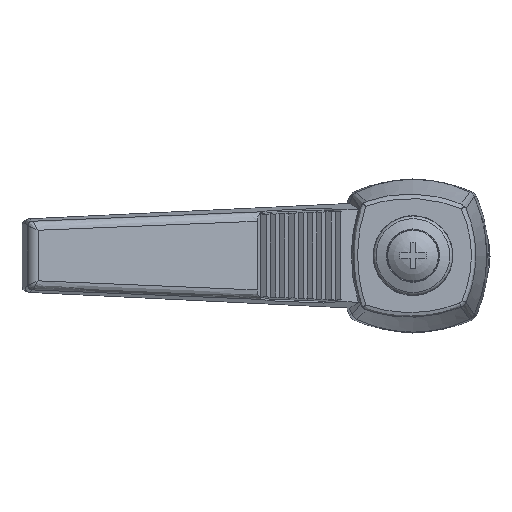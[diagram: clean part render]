
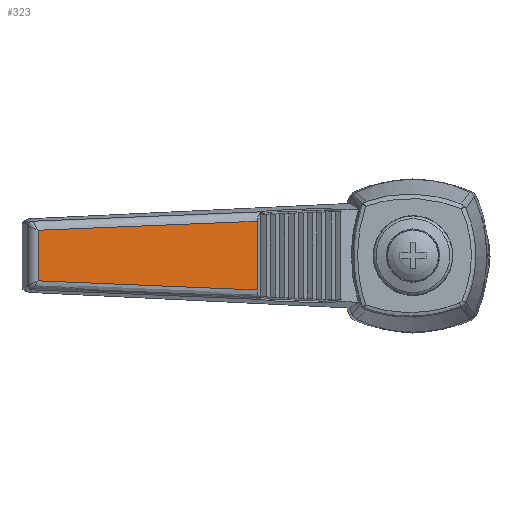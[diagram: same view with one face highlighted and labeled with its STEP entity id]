
A CAD part, top view. The second image highlights one B-rep face of the part: STEP entity #323.
In plain terms, the highlighted planar face has unit normal (0.161, 0, 0.987).
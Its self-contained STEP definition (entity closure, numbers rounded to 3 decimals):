
#323 = ADVANCED_FACE( '', ( #760 ), #761, .T. );
#760 = FACE_OUTER_BOUND( '', #1874, .T. );
#761 = PLANE( '', #1875 );
#1874 = EDGE_LOOP( '', ( #4393, #4394, #4395, #4396 ) );
#1875 = AXIS2_PLACEMENT_3D( '', #4397, #4398, #4399 );
#4393 = ORIENTED_EDGE( '', *, *, #5405, .T. );
#4394 = ORIENTED_EDGE( '', *, *, #5428, .T. );
#4395 = ORIENTED_EDGE( '', *, *, #5287, .T. );
#4396 = ORIENTED_EDGE( '', *, *, #5475, .T. );
#4397 = CARTESIAN_POINT( '', ( -3.654, 5.09, 18.725 ) );
#4398 = DIRECTION( '', ( 0.161, 0., 0.987 ) );
#4399 = DIRECTION( '', ( 0.987, 0., -0.161 ) );
#5287 = EDGE_CURVE( '', #5911, #5912, #5913, .F. );
#5405 = EDGE_CURVE( '', #6106, #6104, #6107, .T. );
#5428 = EDGE_CURVE( '', #6104, #5911, #6139, .T. );
#5475 = EDGE_CURVE( '', #5912, #6106, #6210, .T. );
#5911 = VERTEX_POINT( '', #6964 );
#5912 = VERTEX_POINT( '', #6965 );
#5913 = LINE( '', #6966, #6967 );
#6104 = VERTEX_POINT( '', #7575 );
#6106 = VERTEX_POINT( '', #7601 );
#6107 = LINE( '', #7602, #7603 );
#6139 = B_SPLINE_CURVE_WITH_KNOTS( '', 3, ( #7714, #7715, #7716, #7717, #7718, #7719 ), .UNSPECIFIED., .F., .F., ( 4, 2, 4 ), ( 0., 0.012, 0.024 ), .UNSPECIFIED. );
#6210 = B_SPLINE_CURVE_WITH_KNOTS( '', 3, ( #7852, #7853, #7854, #7855, #7856, #7857 ), .UNSPECIFIED., .F., .F., ( 4, 2, 4 ), ( 0., 0.012, 0.024 ), .UNSPECIFIED. );
#6964 = CARTESIAN_POINT( '', ( -40.163, 2.712, 24.693 ) );
#6965 = CARTESIAN_POINT( '', ( -40.163, -2.712, 24.693 ) );
#6966 = CARTESIAN_POINT( '', ( -40.163, -3.527, 24.693 ) );
#6967 = VECTOR( '', #8954, 1000. );
#7575 = CARTESIAN_POINT( '', ( -16.706, 3.678, 20.859 ) );
#7601 = CARTESIAN_POINT( '', ( -16.706, -3.678, 20.859 ) );
#7602 = CARTESIAN_POINT( '', ( -16.706, 5.09, 20.859 ) );
#7603 = VECTOR( '', #9059, 1000. );
#7714 = CARTESIAN_POINT( '', ( -16.706, 3.678, 20.859 ) );
#7715 = CARTESIAN_POINT( '', ( -20.616, 3.516, 21.498 ) );
#7716 = CARTESIAN_POINT( '', ( -24.525, 3.355, 22.137 ) );
#7717 = CARTESIAN_POINT( '', ( -32.344, 3.033, 23.415 ) );
#7718 = CARTESIAN_POINT( '', ( -36.254, 2.872, 24.054 ) );
#7719 = CARTESIAN_POINT( '', ( -40.163, 2.712, 24.693 ) );
#7852 = CARTESIAN_POINT( '', ( -40.163, -2.712, 24.693 ) );
#7853 = CARTESIAN_POINT( '', ( -36.254, -2.872, 24.054 ) );
#7854 = CARTESIAN_POINT( '', ( -32.344, -3.033, 23.415 ) );
#7855 = CARTESIAN_POINT( '', ( -24.525, -3.355, 22.137 ) );
#7856 = CARTESIAN_POINT( '', ( -20.616, -3.516, 21.498 ) );
#7857 = CARTESIAN_POINT( '', ( -16.706, -3.678, 20.859 ) );
#8954 = DIRECTION( '', ( 0., 1., 0. ) );
#9059 = DIRECTION( '', ( 0., 1., 0. ) );
